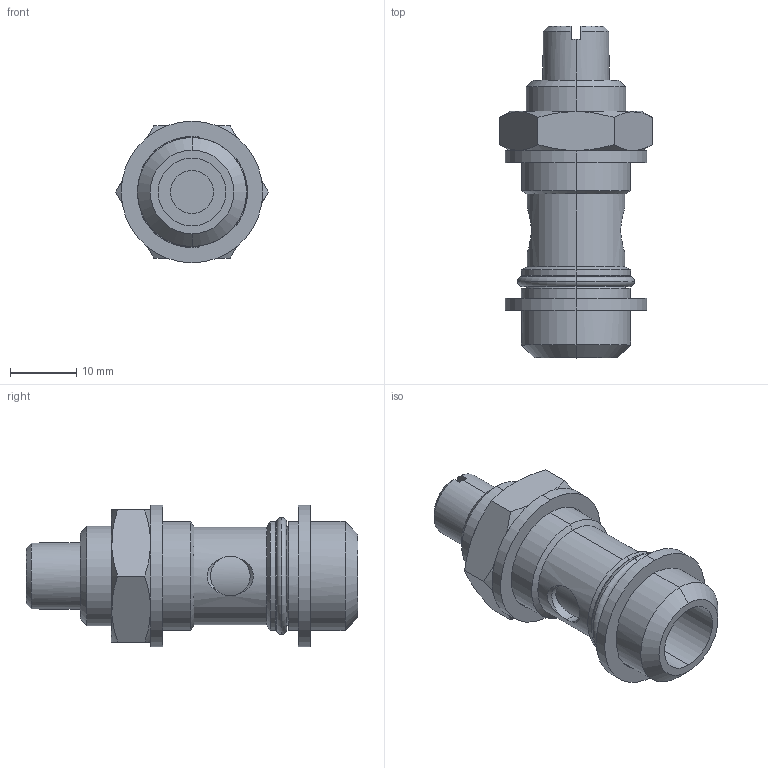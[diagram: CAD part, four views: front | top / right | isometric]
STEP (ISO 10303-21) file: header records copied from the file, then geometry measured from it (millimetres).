
FILE_DESCRIPTION (( 'STEP AP203' ), '1' );
FILE_NAME ('04050V03.STEP', '2010-03-31T06:27:56', ( '' ), ( 'sopra-pneumatic' ), 'SwSTEP 2.0', 'SolidWorks 2009', '' );
FILE_SCHEMA (( 'CONFIG_CONTROL_DESIGN' ));
Length unit declared in the file: millimetre
Products named in the file (1): 04050V03
Bounding box: 23.09 x 50.19 x 21.4 mm (x, y, z)
Volume: 9148.1 mm3; surface area: 4637.3 mm2
Topology: 2 solids, 2 shells, 92 faces, 218 edges, 136 vertices
Faces by surface type: cylinder 32, plane 30, cone 22, torus 8
Entity records: 3081 total; most frequent: CARTESIAN_POINT 877, DIRECTION 454, ORIENTED_EDGE 436, EDGE_CURVE 218, AXIS2_PLACEMENT_3D 185, VERTEX_POINT 136, EDGE_LOOP 106, FACE_OUTER_BOUND 92
